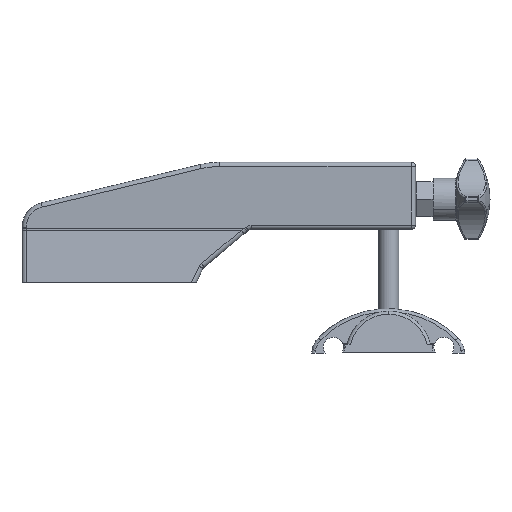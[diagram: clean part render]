
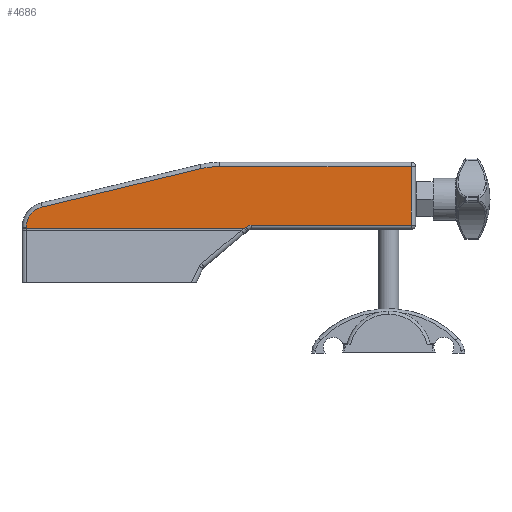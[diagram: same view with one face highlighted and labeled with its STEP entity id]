
A CAD part, front view. The second image highlights one B-rep face of the part: STEP entity #4686.
In plain terms, the highlighted planar face has unit normal (0, -1, 0).
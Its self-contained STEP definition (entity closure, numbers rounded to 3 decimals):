
#2725=CARTESIAN_POINT('Vertex',(-226.794,-21.,29.708)) ;
#2752=CARTESIAN_POINT('Line Origine',(-226.794,-21.,33.705)) ;
#2756=CARTESIAN_POINT('Vertex',(-226.794,-21.,30.272)) ;
#2783=CARTESIAN_POINT('Axis2P3D Location',(-214.294,-21.,30.272)) ;
#2787=CARTESIAN_POINT('Vertex',(-217.223,-21.,42.424)) ;
#2814=CARTESIAN_POINT('Line Origine',(-175.125,-21.,52.573)) ;
#2818=CARTESIAN_POINT('Vertex',(-122.484,-21.,65.263)) ;
#2845=CARTESIAN_POINT('Axis2P3D Location',(-111.352,-21.,19.086)) ;
#2849=CARTESIAN_POINT('Vertex',(-111.352,-21.,66.586)) ;
#4330=CARTESIAN_POINT('Line Origine',(-111.794,-21.,66.586)) ;
#4334=CARTESIAN_POINT('Vertex',(3.206,-21.,66.586)) ;
#4636=CARTESIAN_POINT('Axis2P3D Location',(0.,-21.,29.086)) ;
#4641=CARTESIAN_POINT('Line Origine',(3.206,-21.,49.086)) ;
#4645=CARTESIAN_POINT('Vertex',(3.206,-21.,31.586)) ;
#4648=CARTESIAN_POINT('Line Origine',(-161.628,-21.,29.708)) ;
#4652=CARTESIAN_POINT('Vertex',(-96.462,-21.,29.708)) ;
#4655=CARTESIAN_POINT('Line Origine',(-96.022,-21.,30.073)) ;
#4659=CARTESIAN_POINT('Vertex',(-95.582,-21.,30.437)) ;
#4662=CARTESIAN_POINT('Axis2P3D Location',(-92.393,-21.,26.586)) ;
#4666=CARTESIAN_POINT('Vertex',(-92.393,-21.,31.586)) ;
#4669=CARTESIAN_POINT('Line Origine',(-44.593,-21.,31.586)) ;
#2753=DIRECTION('Vector Direction',(0.,0.,1.)) ;
#2784=DIRECTION('Axis2P3D Direction',(-0.,-1.,0.)) ;
#2815=DIRECTION('Vector Direction',(0.972,0.,0.234)) ;
#2846=DIRECTION('Axis2P3D Direction',(0.,-1.,-0.)) ;
#4331=DIRECTION('Vector Direction',(1.,0.,0.)) ;
#4637=DIRECTION('Axis2P3D Direction',(0.,-1.,0.)) ;
#4638=DIRECTION('Axis2P3D XDirection',(0.,0.,1.)) ;
#4642=DIRECTION('Vector Direction',(0.,0.,1.)) ;
#4649=DIRECTION('Vector Direction',(-1.,0.,0.)) ;
#4656=DIRECTION('Vector Direction',(-0.77,0.,-0.638)) ;
#4663=DIRECTION('Axis2P3D Direction',(0.,-1.,0.)) ;
#4670=DIRECTION('Vector Direction',(-1.,0.,0.)) ;
#2785=AXIS2_PLACEMENT_3D('Circle Axis2P3D',#2783,#2784,$) ;
#2847=AXIS2_PLACEMENT_3D('Circle Axis2P3D',#2845,#2846,$) ;
#4639=AXIS2_PLACEMENT_3D('Plane Axis2P3D',#4636,#4637,#4638) ;
#4664=AXIS2_PLACEMENT_3D('Circle Axis2P3D',#4662,#4663,$) ;
#4675=ORIENTED_EDGE('',*,*,#4647,.F.) ;
#4676=ORIENTED_EDGE('',*,*,#4336,.F.) ;
#4677=ORIENTED_EDGE('',*,*,#2851,.F.) ;
#4678=ORIENTED_EDGE('',*,*,#2820,.F.) ;
#4679=ORIENTED_EDGE('',*,*,#2789,.F.) ;
#4680=ORIENTED_EDGE('',*,*,#2758,.F.) ;
#4681=ORIENTED_EDGE('',*,*,#4654,.T.) ;
#4682=ORIENTED_EDGE('',*,*,#4661,.T.) ;
#4683=ORIENTED_EDGE('',*,*,#4668,.T.) ;
#4684=ORIENTED_EDGE('',*,*,#4673,.T.) ;
#2754=VECTOR('Line Direction',#2753,1.) ;
#2816=VECTOR('Line Direction',#2815,1.) ;
#4332=VECTOR('Line Direction',#4331,1.) ;
#4643=VECTOR('Line Direction',#4642,1.) ;
#4650=VECTOR('Line Direction',#4649,1.) ;
#4657=VECTOR('Line Direction',#4656,1.) ;
#4671=VECTOR('Line Direction',#4670,1.) ;
#4686=ADVANCED_FACE('PartBody',(#4685),#4640,.T.) ;
#2786=CIRCLE('generated circle',#2785,12.5) ;
#2848=CIRCLE('generated circle',#2847,47.5) ;
#4665=CIRCLE('generated circle',#4664,5.) ;
#2758=EDGE_CURVE('',#2726,#2757,#2755,.T.) ;
#2789=EDGE_CURVE('',#2757,#2788,#2786,.F.) ;
#2820=EDGE_CURVE('',#2788,#2819,#2817,.T.) ;
#2851=EDGE_CURVE('',#2819,#2850,#2848,.F.) ;
#4336=EDGE_CURVE('',#2850,#4335,#4333,.T.) ;
#4647=EDGE_CURVE('',#4335,#4646,#4644,.F.) ;
#4654=EDGE_CURVE('',#2726,#4653,#4651,.F.) ;
#4661=EDGE_CURVE('',#4653,#4660,#4658,.F.) ;
#4668=EDGE_CURVE('',#4660,#4667,#4665,.F.) ;
#4673=EDGE_CURVE('',#4667,#4646,#4672,.F.) ;
#4674=EDGE_LOOP('',(#4675,#4676,#4677,#4678,#4679,#4680,#4681,#4682,#4683,#4684)) ;
#4685=FACE_OUTER_BOUND('',#4674,.T.) ;
#2755=LINE('Line',#2752,#2754) ;
#2817=LINE('Line',#2814,#2816) ;
#4333=LINE('Line',#4330,#4332) ;
#4644=LINE('Line',#4641,#4643) ;
#4651=LINE('Line',#4648,#4650) ;
#4658=LINE('Line',#4655,#4657) ;
#4672=LINE('Line',#4669,#4671) ;
#4640=PLANE('',#4639) ;
#2726=VERTEX_POINT('',#2725) ;
#2757=VERTEX_POINT('',#2756) ;
#2788=VERTEX_POINT('',#2787) ;
#2819=VERTEX_POINT('',#2818) ;
#2850=VERTEX_POINT('',#2849) ;
#4335=VERTEX_POINT('',#4334) ;
#4646=VERTEX_POINT('',#4645) ;
#4653=VERTEX_POINT('',#4652) ;
#4660=VERTEX_POINT('',#4659) ;
#4667=VERTEX_POINT('',#4666) ;
